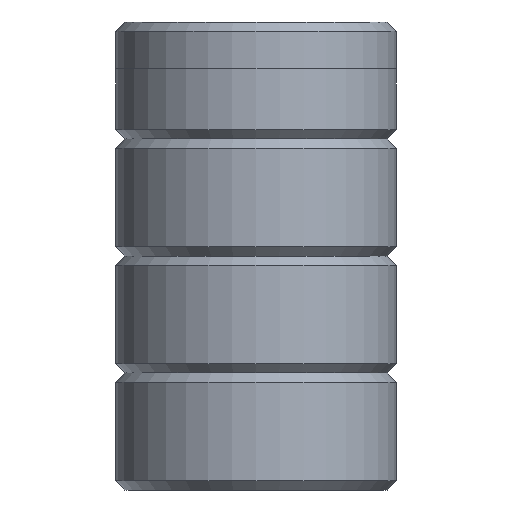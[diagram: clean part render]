
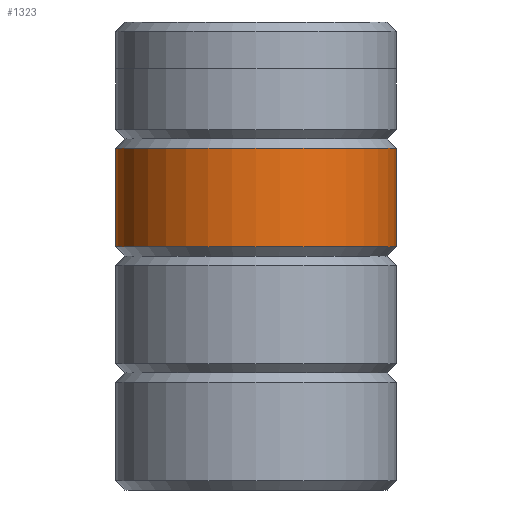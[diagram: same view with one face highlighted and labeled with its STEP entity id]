
A CAD part, front view. The second image highlights one B-rep face of the part: STEP entity #1323.
In plain terms, the highlighted cylindrical face has radius 9 mm (diameter 18 mm), a partial arc.
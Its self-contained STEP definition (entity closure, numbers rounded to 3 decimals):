
#16 = CARTESIAN_POINT ( 'NONE',  ( -9., 0., 30. ) ) ;
#39 = VERTEX_POINT ( 'NONE', #810 ) ;
#88 = ORIENTED_EDGE ( 'NONE', *, *, #1301, .F. ) ;
#99 = DIRECTION ( 'NONE',  ( 0., 0., -1. ) ) ;
#103 = CARTESIAN_POINT ( 'NONE',  ( 9., 0., 21.9 ) ) ;
#111 = FACE_OUTER_BOUND ( 'NONE', #1320, .T. ) ;
#116 = VECTOR ( 'NONE', #99, 1000. ) ;
#137 = ORIENTED_EDGE ( 'NONE', *, *, #737, .F. ) ;
#388 = AXIS2_PLACEMENT_3D ( 'NONE', #1910, #1461, #1016 ) ;
#468 = EDGE_CURVE ( 'NONE', #765, #488, #866, .T. ) ;
#488 = VERTEX_POINT ( 'NONE', #1741 ) ;
#658 = CIRCLE ( 'NONE', #1958, 9. ) ;
#698 = CARTESIAN_POINT ( 'NONE',  ( 0., 0., 15.6 ) ) ;
#737 = EDGE_CURVE ( 'NONE', #765, #39, #1729, .T. ) ;
#765 = VERTEX_POINT ( 'NONE', #103 ) ;
#810 = CARTESIAN_POINT ( 'NONE',  ( 9., 0., 15.6 ) ) ;
#856 = DIRECTION ( 'NONE',  ( -1., 0., 0. ) ) ;
#866 = CIRCLE ( 'NONE', #1661, 9. ) ;
#913 = ORIENTED_EDGE ( 'NONE', *, *, #1483, .T. ) ;
#1016 = DIRECTION ( 'NONE',  ( -1., 0., 0. ) ) ;
#1229 = CYLINDRICAL_SURFACE ( 'NONE', #388, 9. ) ;
#1245 = DIRECTION ( 'NONE',  ( 0., 0., -1. ) ) ;
#1293 = DIRECTION ( 'NONE',  ( -1., 0., 0. ) ) ;
#1300 = DIRECTION ( 'NONE',  ( 0., 0., -1. ) ) ;
#1301 = EDGE_CURVE ( 'NONE', #39, #1395, #658, .T. ) ;
#1311 = ORIENTED_EDGE ( 'NONE', *, *, #468, .T. ) ;
#1320 = EDGE_LOOP ( 'NONE', ( #137, #1311, #913, #88 ) ) ;
#1323 = ADVANCED_FACE ( 'NONE', ( #111 ), #1229, .T. ) ;
#1395 = VERTEX_POINT ( 'NONE', #1922 ) ;
#1446 = CARTESIAN_POINT ( 'NONE',  ( 0., 0., 21.9 ) ) ;
#1452 = VECTOR ( 'NONE', #1245, 1000. ) ;
#1461 = DIRECTION ( 'NONE',  ( 0., 0., -1. ) ) ;
#1477 = CARTESIAN_POINT ( 'NONE',  ( 9., 0., 30. ) ) ;
#1483 = EDGE_CURVE ( 'NONE', #488, #1395, #1537, .T. ) ;
#1537 = LINE ( 'NONE', #16, #1452 ) ;
#1661 = AXIS2_PLACEMENT_3D ( 'NONE', #1446, #1300, #1293 ) ;
#1729 = LINE ( 'NONE', #1477, #116 ) ;
#1741 = CARTESIAN_POINT ( 'NONE',  ( -9., 0., 21.9 ) ) ;
#1756 = DIRECTION ( 'NONE',  ( 0., 0., -1. ) ) ;
#1910 = CARTESIAN_POINT ( 'NONE',  ( 0., 0., 30. ) ) ;
#1922 = CARTESIAN_POINT ( 'NONE',  ( -9., 0., 15.6 ) ) ;
#1958 = AXIS2_PLACEMENT_3D ( 'NONE', #698, #1756, #856 ) ;
